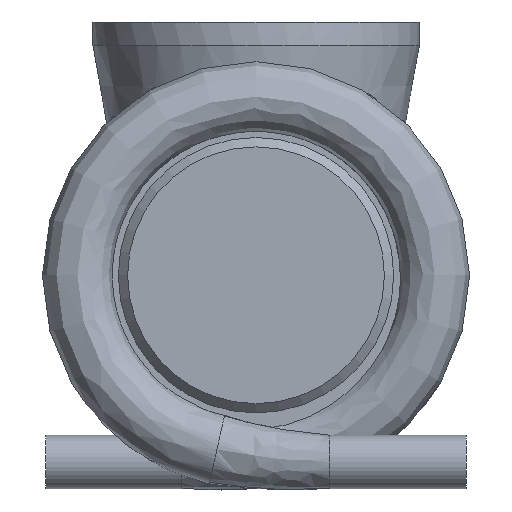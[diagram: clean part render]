
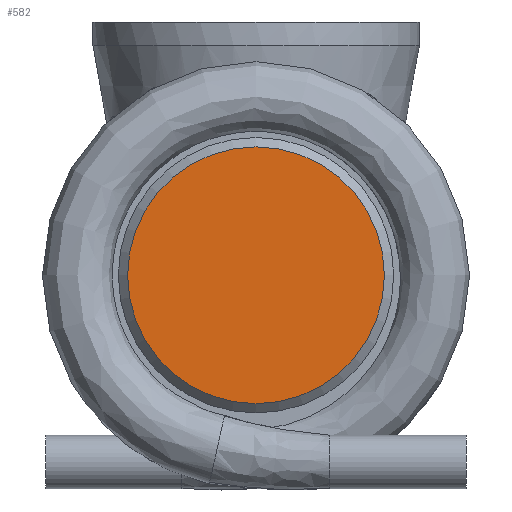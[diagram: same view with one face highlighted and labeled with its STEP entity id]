
A CAD part, front view. The second image highlights one B-rep face of the part: STEP entity #582.
In plain terms, the highlighted planar face has unit normal (0, -1, 0).
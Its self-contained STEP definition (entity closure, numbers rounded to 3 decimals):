
#131=PLANE('',#787);
#144=ORIENTED_EDGE('',*,*,#312,.T.);
#312=EDGE_CURVE('',#396,#396,#452,.F.);
#396=VERTEX_POINT('',#954);
#452=CIRCLE('',#788,2.75);
#470=EDGE_LOOP('',(#144));
#520=FACE_BOUND('',#470,.T.);
#582=ADVANCED_FACE('',(#520),#131,.F.);
#787=AXIS2_PLACEMENT_3D('',#952,#840,#841);
#788=AXIS2_PLACEMENT_3D('',#953,#842,#843);
#840=DIRECTION('',(0.,1.,0.));
#841=DIRECTION('',(0.,0.,1.));
#842=DIRECTION('',(0.,1.,0.));
#843=DIRECTION('',(0.,0.,1.));
#952=CARTESIAN_POINT('',(0.,-9.05,0.));
#953=CARTESIAN_POINT('',(0.,-9.05,0.));
#954=CARTESIAN_POINT('',(0.,-9.05,2.75));
